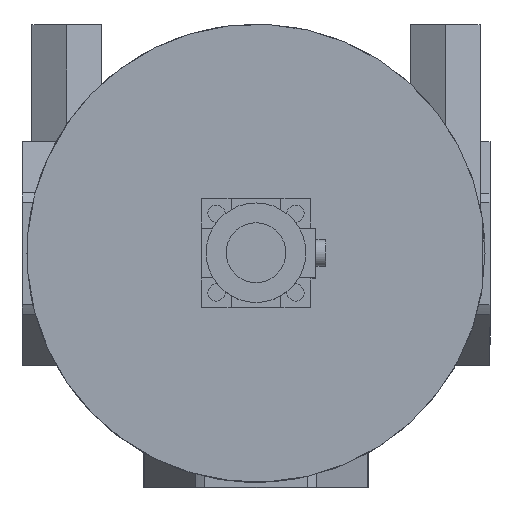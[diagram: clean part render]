
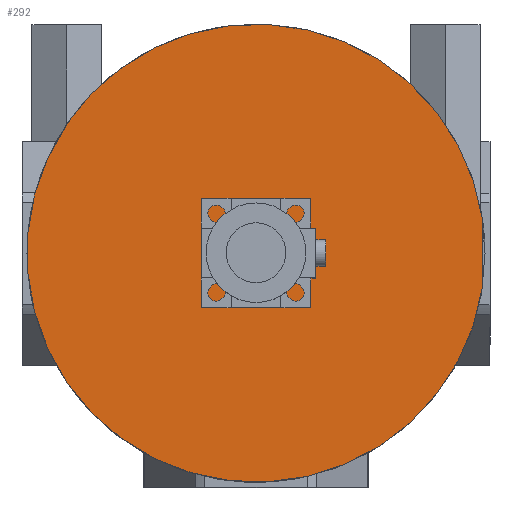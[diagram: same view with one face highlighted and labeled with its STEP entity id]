
A CAD part, top view. The second image highlights one B-rep face of the part: STEP entity #292.
In plain terms, the highlighted face is planar.
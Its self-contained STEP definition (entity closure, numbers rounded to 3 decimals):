
#221=CARTESIAN_POINT('',(45.5,103.0,-6.764));
#222=VERTEX_POINT('',#221);
#229=CARTESIAN_POINT('',(45.5,103.0,6.764));
#230=VERTEX_POINT('',#229);
#231=CARTESIAN_POINT('',(45.5,103.0,6.764));
#232=DIRECTION('',(0.0,0.0,-1.0));
#233=VECTOR('',#232,13.527);
#234=LINE('',#231,#233);
#235=EDGE_CURVE('',#230,#222,#234,.T.);
#263=CARTESIAN_POINT('',(0.0,103.0,0.0));
#264=DIRECTION('',(0.0,-1.0,0.0));
#265=DIRECTION('',(1.0,0.0,0.0));
#266=AXIS2_PLACEMENT_3D('',#263,#264,#265);
#267=CIRCLE('',#266,46.);
#268=EDGE_CURVE('',#230,#222,#267,.T.);
#283=CARTESIAN_POINT('',(23.,103.0,0.0));
#284=DIRECTION('',(0.0,1.0,0.0));
#285=DIRECTION('',(0.0,0.0,1.0));
#286=AXIS2_PLACEMENT_3D('',#283,#284,#285);
#287=PLANE('',#286);
#288=ORIENTED_EDGE('',*,*,#235,.T.);
#289=ORIENTED_EDGE('',*,*,#268,.F.);
#290=EDGE_LOOP('',(#288,#289));
#291=FACE_OUTER_BOUND('',#290,.T.);
#292=ADVANCED_FACE('',(#291),#287,.T.);
